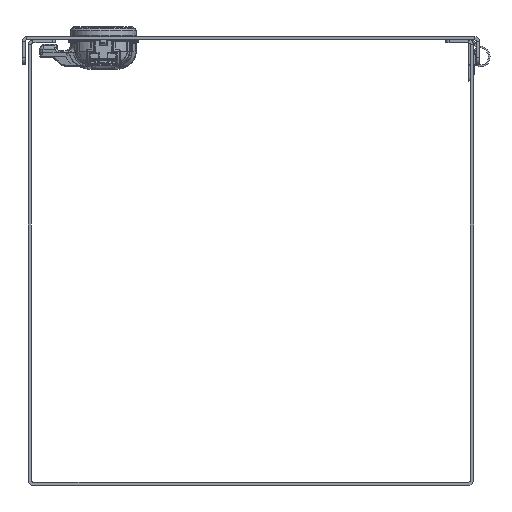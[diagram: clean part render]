
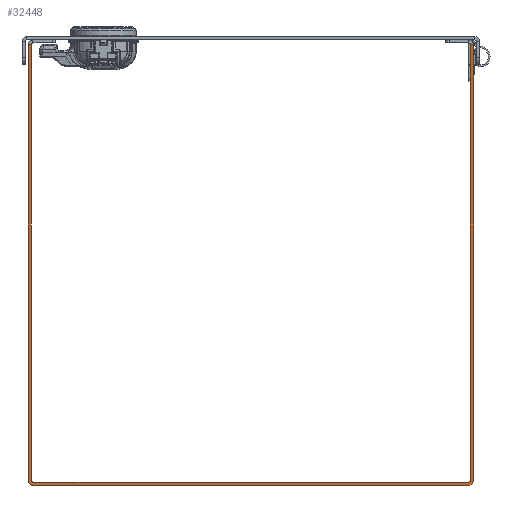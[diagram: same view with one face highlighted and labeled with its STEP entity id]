
A CAD part, front view. The second image highlights one B-rep face of the part: STEP entity #32448.
In plain terms, the highlighted planar face has unit normal (0, -1, 0).
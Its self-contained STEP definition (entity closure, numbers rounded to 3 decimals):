
#2595=FACE_OUTER_BOUND('',#4591,.T.);
#4591=EDGE_LOOP('',(#22954,#22955,#22956,#22957,#22958,#22959,#22960,#22961,
#22962,#22963,#22964,#22965));
#6572=LINE('',#46438,#9401);
#7001=LINE('',#47707,#9830);
#7008=LINE('',#47729,#9837);
#7015=LINE('',#47753,#9844);
#7017=LINE('',#47759,#9846);
#7018=LINE('',#47762,#9847);
#7019=LINE('',#47764,#9848);
#7020=LINE('',#47768,#9849);
#9401=VECTOR('',#37633,0.394);
#9830=VECTOR('',#38908,0.394);
#9837=VECTOR('',#38935,0.394);
#9844=VECTOR('',#38960,0.394);
#9846=VECTOR('',#38966,0.394);
#9847=VECTOR('',#38969,0.394);
#9848=VECTOR('',#38970,0.394);
#9849=VECTOR('',#38973,0.394);
#12301=CIRCLE('',#34842,0.031);
#12302=CIRCLE('',#34843,0.031);
#12303=CIRCLE('',#34844,0.086);
#12304=CIRCLE('',#34845,0.086);
#13487=VERTEX_POINT('',#46435);
#13488=VERTEX_POINT('',#46437);
#13905=VERTEX_POINT('',#47702);
#13908=VERTEX_POINT('',#47717);
#13910=VERTEX_POINT('',#47728);
#13918=VERTEX_POINT('',#47752);
#13919=VERTEX_POINT('',#47756);
#13920=VERTEX_POINT('',#47758);
#13921=VERTEX_POINT('',#47760);
#13922=VERTEX_POINT('',#47763);
#13923=VERTEX_POINT('',#47765);
#13924=VERTEX_POINT('',#47767);
#16644=EDGE_CURVE('',#13488,#13487,#6572,.T.);
#17282=EDGE_CURVE('',#13905,#13488,#7001,.T.);
#17292=EDGE_CURVE('',#13910,#13908,#7008,.T.);
#17304=EDGE_CURVE('',#13905,#13918,#7015,.T.);
#17306=EDGE_CURVE('',#13919,#13487,#12301,.T.);
#17307=EDGE_CURVE('',#13919,#13920,#7017,.T.);
#17308=EDGE_CURVE('',#13920,#13921,#12302,.T.);
#17309=EDGE_CURVE('',#13921,#13910,#7018,.T.);
#17310=EDGE_CURVE('',#13922,#13908,#7019,.T.);
#17311=EDGE_CURVE('',#13923,#13922,#12303,.T.);
#17312=EDGE_CURVE('',#13924,#13923,#7020,.T.);
#17313=EDGE_CURVE('',#13924,#13918,#12304,.T.);
#22954=ORIENTED_EDGE('',*,*,#17282,.T.);
#22955=ORIENTED_EDGE('',*,*,#16644,.T.);
#22956=ORIENTED_EDGE('',*,*,#17306,.F.);
#22957=ORIENTED_EDGE('',*,*,#17307,.T.);
#22958=ORIENTED_EDGE('',*,*,#17308,.T.);
#22959=ORIENTED_EDGE('',*,*,#17309,.T.);
#22960=ORIENTED_EDGE('',*,*,#17292,.T.);
#22961=ORIENTED_EDGE('',*,*,#17310,.F.);
#22962=ORIENTED_EDGE('',*,*,#17311,.F.);
#22963=ORIENTED_EDGE('',*,*,#17312,.F.);
#22964=ORIENTED_EDGE('',*,*,#17313,.T.);
#22965=ORIENTED_EDGE('',*,*,#17304,.F.);
#31539=PLANE('',#34841);
#32448=ADVANCED_FACE('',(#2595),#31539,.T.);
#34841=AXIS2_PLACEMENT_3D('',#47755,#38962,#38963);
#34842=AXIS2_PLACEMENT_3D('',#47757,#38964,#38965);
#34843=AXIS2_PLACEMENT_3D('',#47761,#38967,#38968);
#34844=AXIS2_PLACEMENT_3D('',#47766,#38971,#38972);
#34845=AXIS2_PLACEMENT_3D('',#47769,#38974,#38975);
#37633=DIRECTION('',(0.,0.,-1.));
#38908=DIRECTION('',(-1.,0.,0.));
#38935=DIRECTION('',(-1.,0.,0.));
#38960=DIRECTION('',(0.,0.,-1.));
#38962=DIRECTION('center_axis',(0.,-1.,0.));
#38963=DIRECTION('ref_axis',(0.,0.,-1.));
#38964=DIRECTION('center_axis',(0.,-1.,0.));
#38965=DIRECTION('ref_axis',(0.,0.,-1.));
#38966=DIRECTION('',(-1.,0.,0.));
#38967=DIRECTION('center_axis',(0.,1.,0.));
#38968=DIRECTION('ref_axis',(0.,0.,-1.));
#38969=DIRECTION('',(0.,0.,1.));
#38970=DIRECTION('',(0.,0.,1.));
#38971=DIRECTION('center_axis',(0.,1.,0.));
#38972=DIRECTION('ref_axis',(0.,0.,-1.));
#38973=DIRECTION('',(-1.,0.,0.));
#38974=DIRECTION('center_axis',(0.,-1.,0.));
#38975=DIRECTION('ref_axis',(0.,0.,-1.));
#46435=CARTESIAN_POINT('',(3.945,-30.,0.086));
#46437=CARTESIAN_POINT('',(3.945,-30.,7.914));
#46438=CARTESIAN_POINT('',(3.945,-30.,8.));
#47702=CARTESIAN_POINT('',(4.,-30.,7.914));
#47707=CARTESIAN_POINT('',(-0.027,-30.,7.914));
#47717=CARTESIAN_POINT('',(-4.,-30.,7.914));
#47728=CARTESIAN_POINT('',(-3.945,-30.,7.914));
#47729=CARTESIAN_POINT('',(-3.973,-30.,7.914));
#47752=CARTESIAN_POINT('',(4.,-30.,0.086));
#47753=CARTESIAN_POINT('',(4.,-30.,8.));
#47755=CARTESIAN_POINT('Origin',(-4.,-30.,0.));
#47756=CARTESIAN_POINT('',(3.914,-30.,0.055));
#47757=CARTESIAN_POINT('Origin',(3.914,-30.,0.086));
#47758=CARTESIAN_POINT('',(-3.914,-30.,0.055));
#47759=CARTESIAN_POINT('',(4.,-30.,0.055));
#47760=CARTESIAN_POINT('',(-3.945,-30.,0.086));
#47761=CARTESIAN_POINT('Origin',(-3.914,-30.,0.086));
#47762=CARTESIAN_POINT('',(-3.945,-30.,0.));
#47763=CARTESIAN_POINT('',(-4.,-30.,0.086));
#47764=CARTESIAN_POINT('',(-4.,-30.,0.));
#47765=CARTESIAN_POINT('',(-3.914,-30.,0.));
#47766=CARTESIAN_POINT('Origin',(-3.914,-30.,0.086));
#47767=CARTESIAN_POINT('',(3.914,-30.,0.));
#47768=CARTESIAN_POINT('',(4.,-30.,0.));
#47769=CARTESIAN_POINT('Origin',(3.914,-30.,0.086));
